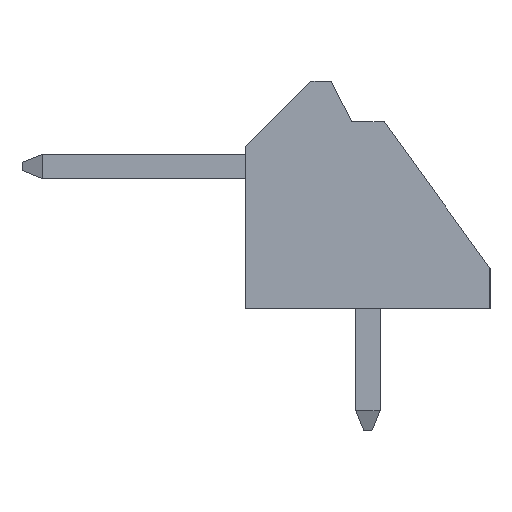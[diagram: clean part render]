
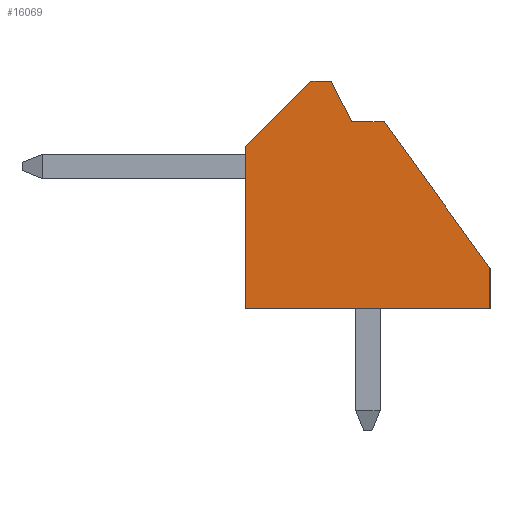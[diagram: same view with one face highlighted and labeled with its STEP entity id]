
A CAD part, left-side view. The second image highlights one B-rep face of the part: STEP entity #16069.
In plain terms, the highlighted planar face has unit normal (-1, 0, 0).
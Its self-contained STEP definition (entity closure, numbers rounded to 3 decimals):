
#15802 = VERTEX_POINT('',#15803);
#15803 = CARTESIAN_POINT('',(-1.25,0.4,4.6));
#15812 = PLANE('',#15813);
#15813 = AXIS2_PLACEMENT_3D('',#15814,#15815,#15816);
#15814 = CARTESIAN_POINT('',(-1.25,0.4,4.6));
#15815 = DIRECTION('',(0.,0.,-1.));
#15816 = DIRECTION('',(0.,-1.,0.));
#15824 = PLANE('',#15825);
#15825 = AXIS2_PLACEMENT_3D('',#15826,#15827,#15828);
#15826 = CARTESIAN_POINT('',(-1.25,0.4,4.6));
#15827 = DIRECTION('',(0.,-0.894,0.447));
#15828 = DIRECTION('',(0.,0.447,0.894));
#15865 = VERTEX_POINT('',#15866);
#15866 = CARTESIAN_POINT('',(-1.25,-0.4,4.6));
#15880 = PLANE('',#15881);
#15881 = AXIS2_PLACEMENT_3D('',#15882,#15883,#15884);
#15882 = CARTESIAN_POINT('',(-1.25,-0.4,4.6));
#15883 = DIRECTION('',(0.,0.811,-0.585));
#15884 = DIRECTION('',(0.,-0.585,-0.811));
#15892 = EDGE_CURVE('',#15802,#15865,#15893,.T.);
#15893 = SURFACE_CURVE('',#15894,(#15898,#15905),.PCURVE_S1.);
#15894 = LINE('',#15895,#15896);
#15895 = CARTESIAN_POINT('',(-1.25,0.4,4.6));
#15896 = VECTOR('',#15897,1.);
#15897 = DIRECTION('',(0.,-1.,0.));
#15898 = PCURVE('',#15812,#15899);
#15899 = DEFINITIONAL_REPRESENTATION('',(#15900),#15904);
#15900 = LINE('',#15901,#15902);
#15901 = CARTESIAN_POINT('',(0.,-0.));
#15902 = VECTOR('',#15903,1.);
#15903 = DIRECTION('',(1.,0.));
#15904 = ( GEOMETRIC_REPRESENTATION_CONTEXT(2) 
PARAMETRIC_REPRESENTATION_CONTEXT() REPRESENTATION_CONTEXT('2D SPACE',''
  ) );
#15905 = PCURVE('',#15906,#15911);
#15906 = PLANE('',#15907);
#15907 = AXIS2_PLACEMENT_3D('',#15908,#15909,#15910);
#15908 = CARTESIAN_POINT('',(-1.25,0.384,2.186));
#15909 = DIRECTION('',(1.,0.,0.));
#15910 = DIRECTION('',(0.,0.,1.));
#15911 = DEFINITIONAL_REPRESENTATION('',(#15912),#15916);
#15912 = LINE('',#15913,#15914);
#15913 = CARTESIAN_POINT('',(2.414,-0.016));
#15914 = VECTOR('',#15915,1.);
#15915 = DIRECTION('',(0.,1.));
#15916 = ( GEOMETRIC_REPRESENTATION_CONTEXT(2) 
PARAMETRIC_REPRESENTATION_CONTEXT() REPRESENTATION_CONTEXT('2D SPACE',''
  ) );
#15946 = VERTEX_POINT('',#15947);
#15947 = CARTESIAN_POINT('',(-1.25,0.9,5.6));
#15961 = PLANE('',#15962);
#15962 = AXIS2_PLACEMENT_3D('',#15963,#15964,#15965);
#15963 = CARTESIAN_POINT('',(-1.25,1.4,5.6));
#15964 = DIRECTION('',(0.,0.,-1.));
#15965 = DIRECTION('',(0.,-1.,0.));
#15973 = EDGE_CURVE('',#15802,#15946,#15974,.T.);
#15974 = SURFACE_CURVE('',#15975,(#15979,#15986),.PCURVE_S1.);
#15975 = LINE('',#15976,#15977);
#15976 = CARTESIAN_POINT('',(-1.25,0.4,4.6));
#15977 = VECTOR('',#15978,1.);
#15978 = DIRECTION('',(0.,0.447,0.894));
#15979 = PCURVE('',#15824,#15980);
#15980 = DEFINITIONAL_REPRESENTATION('',(#15981),#15985);
#15981 = LINE('',#15982,#15983);
#15982 = CARTESIAN_POINT('',(0.,0.));
#15983 = VECTOR('',#15984,1.);
#15984 = DIRECTION('',(1.,0.));
#15985 = ( GEOMETRIC_REPRESENTATION_CONTEXT(2) 
PARAMETRIC_REPRESENTATION_CONTEXT() REPRESENTATION_CONTEXT('2D SPACE',''
  ) );
#15986 = PCURVE('',#15906,#15987);
#15987 = DEFINITIONAL_REPRESENTATION('',(#15988),#15992);
#15988 = LINE('',#15989,#15990);
#15989 = CARTESIAN_POINT('',(2.414,-0.016));
#15990 = VECTOR('',#15991,1.);
#15991 = DIRECTION('',(0.894,-0.447));
#15992 = ( GEOMETRIC_REPRESENTATION_CONTEXT(2) 
PARAMETRIC_REPRESENTATION_CONTEXT() REPRESENTATION_CONTEXT('2D SPACE',''
  ) );
#16022 = VERTEX_POINT('',#16023);
#16023 = CARTESIAN_POINT('',(-1.25,-3.,1.));
#16037 = PLANE('',#16038);
#16038 = AXIS2_PLACEMENT_3D('',#16039,#16040,#16041);
#16039 = CARTESIAN_POINT('',(-1.25,-3.,1.));
#16040 = DIRECTION('',(0.,1.,0.));
#16041 = DIRECTION('',(0.,0.,-1.));
#16049 = EDGE_CURVE('',#15865,#16022,#16050,.T.);
#16050 = SURFACE_CURVE('',#16051,(#16055,#16062),.PCURVE_S1.);
#16051 = LINE('',#16052,#16053);
#16052 = CARTESIAN_POINT('',(-1.25,-0.4,4.6));
#16053 = VECTOR('',#16054,1.);
#16054 = DIRECTION('',(0.,-0.585,-0.811));
#16055 = PCURVE('',#15880,#16056);
#16056 = DEFINITIONAL_REPRESENTATION('',(#16057),#16061);
#16057 = LINE('',#16058,#16059);
#16058 = CARTESIAN_POINT('',(0.,0.));
#16059 = VECTOR('',#16060,1.);
#16060 = DIRECTION('',(1.,0.));
#16061 = ( GEOMETRIC_REPRESENTATION_CONTEXT(2) 
PARAMETRIC_REPRESENTATION_CONTEXT() REPRESENTATION_CONTEXT('2D SPACE',''
  ) );
#16062 = PCURVE('',#15906,#16063);
#16063 = DEFINITIONAL_REPRESENTATION('',(#16064),#16068);
#16064 = LINE('',#16065,#16066);
#16065 = CARTESIAN_POINT('',(2.414,0.784));
#16066 = VECTOR('',#16067,1.);
#16067 = DIRECTION('',(-0.811,0.585));
#16068 = ( GEOMETRIC_REPRESENTATION_CONTEXT(2) 
PARAMETRIC_REPRESENTATION_CONTEXT() REPRESENTATION_CONTEXT('2D SPACE',''
  ) );
#16069 = ADVANCED_FACE('',(#16070),#15906,.F.);
#16070 = FACE_BOUND('',#16071,.F.);
#16071 = EDGE_LOOP('',(#16072,#16073,#16074,#16097,#16125,#16153,#16181,
    #16202));
#16072 = ORIENTED_EDGE('',*,*,#15892,.T.);
#16073 = ORIENTED_EDGE('',*,*,#16049,.T.);
#16074 = ORIENTED_EDGE('',*,*,#16075,.T.);
#16075 = EDGE_CURVE('',#16022,#16076,#16078,.T.);
#16076 = VERTEX_POINT('',#16077);
#16077 = CARTESIAN_POINT('',(-1.25,-3.,0.));
#16078 = SURFACE_CURVE('',#16079,(#16083,#16090),.PCURVE_S1.);
#16079 = LINE('',#16080,#16081);
#16080 = CARTESIAN_POINT('',(-1.25,-3.,1.));
#16081 = VECTOR('',#16082,1.);
#16082 = DIRECTION('',(0.,0.,-1.));
#16083 = PCURVE('',#15906,#16084);
#16084 = DEFINITIONAL_REPRESENTATION('',(#16085),#16089);
#16085 = LINE('',#16086,#16087);
#16086 = CARTESIAN_POINT('',(-1.186,3.384));
#16087 = VECTOR('',#16088,1.);
#16088 = DIRECTION('',(-1.,0.));
#16089 = ( GEOMETRIC_REPRESENTATION_CONTEXT(2) 
PARAMETRIC_REPRESENTATION_CONTEXT() REPRESENTATION_CONTEXT('2D SPACE',''
  ) );
#16090 = PCURVE('',#16037,#16091);
#16091 = DEFINITIONAL_REPRESENTATION('',(#16092),#16096);
#16092 = LINE('',#16093,#16094);
#16093 = CARTESIAN_POINT('',(0.,0.));
#16094 = VECTOR('',#16095,1.);
#16095 = DIRECTION('',(1.,0.));
#16096 = ( GEOMETRIC_REPRESENTATION_CONTEXT(2) 
PARAMETRIC_REPRESENTATION_CONTEXT() REPRESENTATION_CONTEXT('2D SPACE',''
  ) );
#16097 = ORIENTED_EDGE('',*,*,#16098,.T.);
#16098 = EDGE_CURVE('',#16076,#16099,#16101,.T.);
#16099 = VERTEX_POINT('',#16100);
#16100 = CARTESIAN_POINT('',(-1.25,3.,0.));
#16101 = SURFACE_CURVE('',#16102,(#16106,#16113),.PCURVE_S1.);
#16102 = LINE('',#16103,#16104);
#16103 = CARTESIAN_POINT('',(-1.25,-3.,0.));
#16104 = VECTOR('',#16105,1.);
#16105 = DIRECTION('',(0.,1.,0.));
#16106 = PCURVE('',#15906,#16107);
#16107 = DEFINITIONAL_REPRESENTATION('',(#16108),#16112);
#16108 = LINE('',#16109,#16110);
#16109 = CARTESIAN_POINT('',(-2.186,3.384));
#16110 = VECTOR('',#16111,1.);
#16111 = DIRECTION('',(0.,-1.));
#16112 = ( GEOMETRIC_REPRESENTATION_CONTEXT(2) 
PARAMETRIC_REPRESENTATION_CONTEXT() REPRESENTATION_CONTEXT('2D SPACE',''
  ) );
#16113 = PCURVE('',#16114,#16119);
#16114 = PLANE('',#16115);
#16115 = AXIS2_PLACEMENT_3D('',#16116,#16117,#16118);
#16116 = CARTESIAN_POINT('',(-1.25,-3.,0.));
#16117 = DIRECTION('',(0.,0.,1.));
#16118 = DIRECTION('',(0.,1.,0.));
#16119 = DEFINITIONAL_REPRESENTATION('',(#16120),#16124);
#16120 = LINE('',#16121,#16122);
#16121 = CARTESIAN_POINT('',(0.,0.));
#16122 = VECTOR('',#16123,1.);
#16123 = DIRECTION('',(1.,0.));
#16124 = ( GEOMETRIC_REPRESENTATION_CONTEXT(2) 
PARAMETRIC_REPRESENTATION_CONTEXT() REPRESENTATION_CONTEXT('2D SPACE',''
  ) );
#16125 = ORIENTED_EDGE('',*,*,#16126,.T.);
#16126 = EDGE_CURVE('',#16099,#16127,#16129,.T.);
#16127 = VERTEX_POINT('',#16128);
#16128 = CARTESIAN_POINT('',(-1.25,3.,4.));
#16129 = SURFACE_CURVE('',#16130,(#16134,#16141),.PCURVE_S1.);
#16130 = LINE('',#16131,#16132);
#16131 = CARTESIAN_POINT('',(-1.25,3.,0.));
#16132 = VECTOR('',#16133,1.);
#16133 = DIRECTION('',(0.,0.,1.));
#16134 = PCURVE('',#15906,#16135);
#16135 = DEFINITIONAL_REPRESENTATION('',(#16136),#16140);
#16136 = LINE('',#16137,#16138);
#16137 = CARTESIAN_POINT('',(-2.186,-2.616));
#16138 = VECTOR('',#16139,1.);
#16139 = DIRECTION('',(1.,0.));
#16140 = ( GEOMETRIC_REPRESENTATION_CONTEXT(2) 
PARAMETRIC_REPRESENTATION_CONTEXT() REPRESENTATION_CONTEXT('2D SPACE',''
  ) );
#16141 = PCURVE('',#16142,#16147);
#16142 = PLANE('',#16143);
#16143 = AXIS2_PLACEMENT_3D('',#16144,#16145,#16146);
#16144 = CARTESIAN_POINT('',(-1.25,3.,0.));
#16145 = DIRECTION('',(0.,-1.,0.));
#16146 = DIRECTION('',(0.,0.,1.));
#16147 = DEFINITIONAL_REPRESENTATION('',(#16148),#16152);
#16148 = LINE('',#16149,#16150);
#16149 = CARTESIAN_POINT('',(0.,0.));
#16150 = VECTOR('',#16151,1.);
#16151 = DIRECTION('',(1.,0.));
#16152 = ( GEOMETRIC_REPRESENTATION_CONTEXT(2) 
PARAMETRIC_REPRESENTATION_CONTEXT() REPRESENTATION_CONTEXT('2D SPACE',''
  ) );
#16153 = ORIENTED_EDGE('',*,*,#16154,.F.);
#16154 = EDGE_CURVE('',#16155,#16127,#16157,.T.);
#16155 = VERTEX_POINT('',#16156);
#16156 = CARTESIAN_POINT('',(-1.25,1.4,5.6));
#16157 = SURFACE_CURVE('',#16158,(#16162,#16169),.PCURVE_S1.);
#16158 = LINE('',#16159,#16160);
#16159 = CARTESIAN_POINT('',(-1.25,1.4,5.6));
#16160 = VECTOR('',#16161,1.);
#16161 = DIRECTION('',(0.,0.707,-0.707));
#16162 = PCURVE('',#15906,#16163);
#16163 = DEFINITIONAL_REPRESENTATION('',(#16164),#16168);
#16164 = LINE('',#16165,#16166);
#16165 = CARTESIAN_POINT('',(3.414,-1.016));
#16166 = VECTOR('',#16167,1.);
#16167 = DIRECTION('',(-0.707,-0.707));
#16168 = ( GEOMETRIC_REPRESENTATION_CONTEXT(2) 
PARAMETRIC_REPRESENTATION_CONTEXT() REPRESENTATION_CONTEXT('2D SPACE',''
  ) );
#16169 = PCURVE('',#16170,#16175);
#16170 = PLANE('',#16171);
#16171 = AXIS2_PLACEMENT_3D('',#16172,#16173,#16174);
#16172 = CARTESIAN_POINT('',(-1.25,1.4,5.6));
#16173 = DIRECTION('',(0.,0.707,0.707));
#16174 = DIRECTION('',(0.,0.707,-0.707));
#16175 = DEFINITIONAL_REPRESENTATION('',(#16176),#16180);
#16176 = LINE('',#16177,#16178);
#16177 = CARTESIAN_POINT('',(0.,0.));
#16178 = VECTOR('',#16179,1.);
#16179 = DIRECTION('',(1.,0.));
#16180 = ( GEOMETRIC_REPRESENTATION_CONTEXT(2) 
PARAMETRIC_REPRESENTATION_CONTEXT() REPRESENTATION_CONTEXT('2D SPACE',''
  ) );
#16181 = ORIENTED_EDGE('',*,*,#16182,.T.);
#16182 = EDGE_CURVE('',#16155,#15946,#16183,.T.);
#16183 = SURFACE_CURVE('',#16184,(#16188,#16195),.PCURVE_S1.);
#16184 = LINE('',#16185,#16186);
#16185 = CARTESIAN_POINT('',(-1.25,1.4,5.6));
#16186 = VECTOR('',#16187,1.);
#16187 = DIRECTION('',(0.,-1.,0.));
#16188 = PCURVE('',#15906,#16189);
#16189 = DEFINITIONAL_REPRESENTATION('',(#16190),#16194);
#16190 = LINE('',#16191,#16192);
#16191 = CARTESIAN_POINT('',(3.414,-1.016));
#16192 = VECTOR('',#16193,1.);
#16193 = DIRECTION('',(0.,1.));
#16194 = ( GEOMETRIC_REPRESENTATION_CONTEXT(2) 
PARAMETRIC_REPRESENTATION_CONTEXT() REPRESENTATION_CONTEXT('2D SPACE',''
  ) );
#16195 = PCURVE('',#15961,#16196);
#16196 = DEFINITIONAL_REPRESENTATION('',(#16197),#16201);
#16197 = LINE('',#16198,#16199);
#16198 = CARTESIAN_POINT('',(0.,-0.));
#16199 = VECTOR('',#16200,1.);
#16200 = DIRECTION('',(1.,0.));
#16201 = ( GEOMETRIC_REPRESENTATION_CONTEXT(2) 
PARAMETRIC_REPRESENTATION_CONTEXT() REPRESENTATION_CONTEXT('2D SPACE',''
  ) );
#16202 = ORIENTED_EDGE('',*,*,#15973,.F.);
